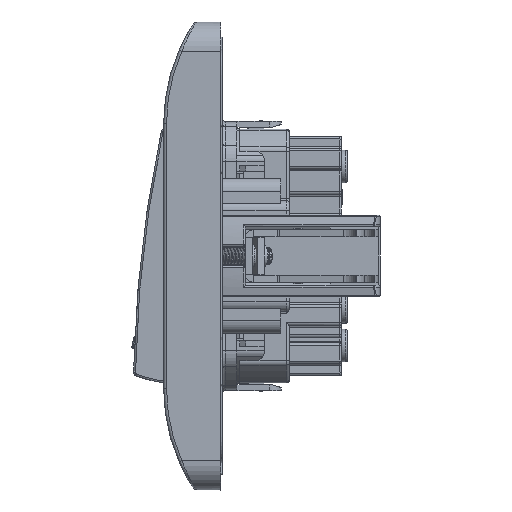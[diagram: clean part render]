
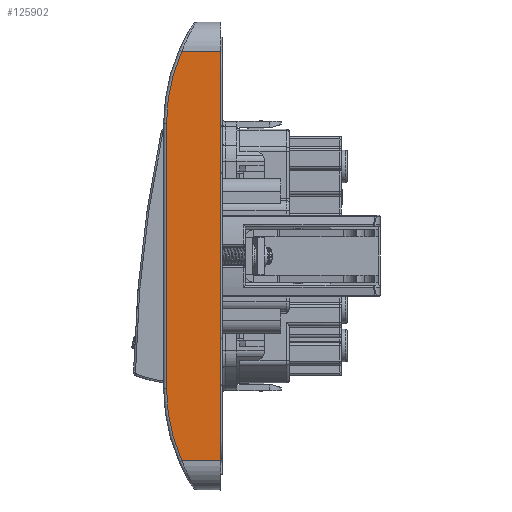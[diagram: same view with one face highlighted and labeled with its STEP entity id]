
A CAD part, left-side view. The second image highlights one B-rep face of the part: STEP entity #125902.
In plain terms, the highlighted planar face has unit normal (-1, 0, 0).
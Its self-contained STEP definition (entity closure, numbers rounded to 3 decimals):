
#117825=DIRECTION('',(0.,0.,-1.));
#117826=VECTOR('',#117825,45.33);
#117827=CARTESIAN_POINT('',(-40.,8.,22.665));
#117828=LINE('',#117827,#117826);
#117833=CARTESIAN_POINT('',(-40.,-22.5,22.665));
#117834=DIRECTION('',(1.,0.,0.));
#117835=DIRECTION('',(0.,1.,0.));
#117836=AXIS2_PLACEMENT_3D('',#117833,#117834,#117835);
#117838=CARTESIAN_POINT('',(-40.,-22.5,-22.665));
#117839=DIRECTION('',(1.,0.,0.));
#117840=DIRECTION('',(0.,0.915,-0.404));
#117841=AXIS2_PLACEMENT_3D('',#117838,#117839,#117840);
#117950=DIRECTION('',(0.,-1.,
0.));
#117951=VECTOR('',#117950,6.694);
#117952=CARTESIAN_POINT('',(-40.,5.394,
-35.));
#117953=LINE('',#117952,#117951);
#118052=DIRECTION('',(0.,0.,1.));
#118053=VECTOR('',#118052,70.);
#118054=CARTESIAN_POINT('',(-40.,-1.3,-35.));
#118055=LINE('',#118054,#118053);
#118113=DIRECTION('',(0.,1.,0.));
#118114=VECTOR('',#118113,6.694);
#118115=CARTESIAN_POINT('',(-40.,-1.3,35.));
#118116=LINE('',#118115,#118114);
#124353=CARTESIAN_POINT('',(-40.,8.,22.665));
#124354=CARTESIAN_POINT('',(-40.,8.,-22.665));
#124355=VERTEX_POINT('',#124353);
#124356=VERTEX_POINT('',#124354);
#124357=CARTESIAN_POINT('',(-40.,5.394,35.));
#124358=VERTEX_POINT('',#124357);
#124359=CARTESIAN_POINT('',(-40.,-1.3,35.));
#124360=VERTEX_POINT('',#124359);
#124361=CARTESIAN_POINT('',(-40.,-1.3,-35.));
#124362=VERTEX_POINT('',#124361);
#124363=CARTESIAN_POINT('',(-40.,5.394,
-35.));
#124364=VERTEX_POINT('',#124363);
#125884=CARTESIAN_POINT('',(-40.,3.5,0.));
#125885=DIRECTION('',(1.,0.,0.));
#125886=DIRECTION('',(0.,0.,-1.));
#125887=AXIS2_PLACEMENT_3D('',#125884,#125885,#125886);
#125888=PLANE('',#125887);
#125889=ORIENTED_EDGE('',*,*,#125874,.F.);
#125891=ORIENTED_EDGE('',*,*,#125890,.T.);
#125893=ORIENTED_EDGE('',*,*,#125892,.F.);
#125895=ORIENTED_EDGE('',*,*,#125894,.F.);
#125897=ORIENTED_EDGE('',*,*,#125896,.F.);
#125899=ORIENTED_EDGE('',*,*,#125898,.T.);
#125900=EDGE_LOOP('',(#125889,#125891,#125893,#125895,#125897,#125899));
#125901=FACE_OUTER_BOUND('',#125900,.F.);
#117837=CIRCLE('',#117836,30.5);
#117842=CIRCLE('',#117841,30.5);
#125874=EDGE_CURVE('',#124355,#124356,#117828,.T.);
#125890=EDGE_CURVE('',#124355,#124358,#117837,.T.);
#125892=EDGE_CURVE('',#124360,#124358,#118116,.T.);
#125894=EDGE_CURVE('',#124362,#124360,#118055,.T.);
#125896=EDGE_CURVE('',#124364,#124362,#117953,.T.);
#125898=EDGE_CURVE('',#124364,#124356,#117842,.T.);
#125902=ADVANCED_FACE('',(#125901),#125888,.F.);
